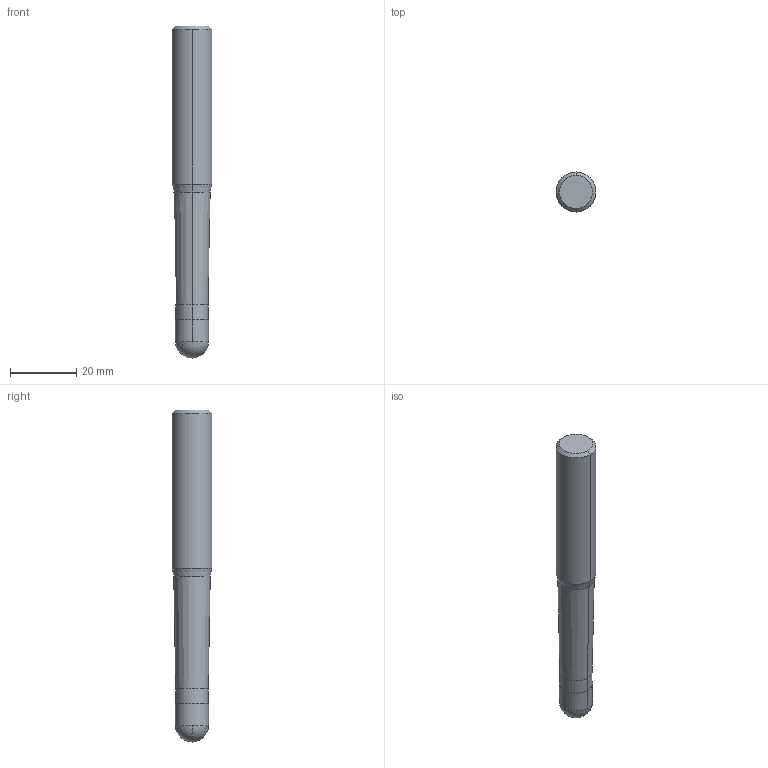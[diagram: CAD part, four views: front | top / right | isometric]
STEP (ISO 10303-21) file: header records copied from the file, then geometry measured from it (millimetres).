
FILE_DESCRIPTION(('STEP AP242'),'1');
FILE_NAME('607410099-000-01-E43.stp','2021-11-25T14:51:16',(' '),(' '),'Spatial InterOp 3D',' ',' ');
FILE_SCHEMA(('AP242_MANAGED_MODEL_BASED_3D_ENGINEERING_MIM_LF {1 0 10303 442 1 1 4}'));
Length unit declared in the file: millimetre
Products named in the file (1): 1
Bounding box: 12 x 12 x 100 mm (x, y, z)
Volume: 9614.5 mm3; surface area: 3736.9 mm2
Topology: 2 solids, 2 shells, 17 faces, 37 edges, 22 vertices
Faces by surface type: cylinder 6, cone 6, plane 3, sphere 2
Entity records: 615 total; most frequent: DIRECTION 94, CARTESIAN_POINT 74, ORIENTED_EDGE 62, AXIS2_PLACEMENT_3D 42, EDGE_CURVE 31, STYLED_ITEM 19, PRESENTATION_STYLE_ASSIGNMENT 19, COLOUR_RGB 19
